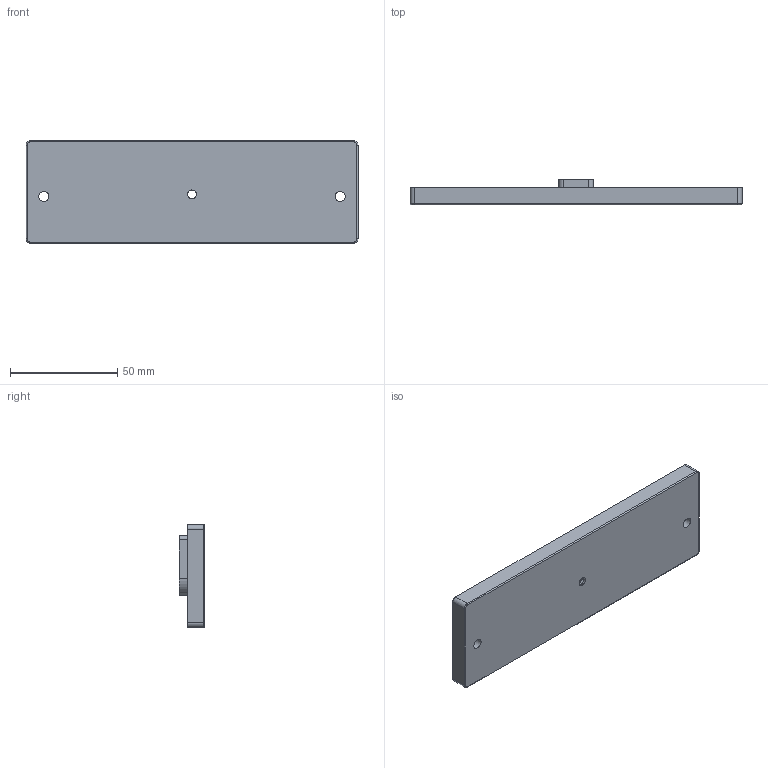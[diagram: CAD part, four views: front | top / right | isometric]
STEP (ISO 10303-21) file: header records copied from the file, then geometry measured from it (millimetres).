
FILE_DESCRIPTION(/* description */ (''),/* implementation_level */ '2;1');
FILE_NAME(/* name */ 'c9c194bc-7f36-46a9-8a3b-b96213cd060a.stp',/* time_stamp */ '2022-04-27T11:21:41+00:00',/* author */ (''),/* organization */ (''),/* preprocessor_version */ 'ST-DEVELOPER v18.1',/* originating_system */ 'Autodesk Translation Framework v10.14.0.1471',/* authorisation */ '');
FILE_SCHEMA (('AUTOMOTIVE_DESIGN { 1 0 10303 214 3 1 1 }'));
Length unit declared in the file: millimetre
Products named in the file (1): Voron_Obturateur_arriere
Bounding box: 154.8 x 12 x 47.73 mm (x, y, z)
Volume: 25573.7 mm3; surface area: 21720.2 mm2
Topology: 1 solids, 1 shells, 101 faces, 253 edges, 156 vertices
Faces by surface type: cylinder 58, plane 24, bspline 12, torus 7
Full cylindrical faces by diameter (mm): 4.2 x1, 4.7 x2, 8.526 x6, 10.198 x7
Entity records: 5107 total; most frequent: CARTESIAN_POINT 2714, ORIENTED_EDGE 506, DIRECTION 488, EDGE_CURVE 253, AXIS2_PLACEMENT_3D 187, VERTEX_POINT 156, LINE 114, VECTOR 114
